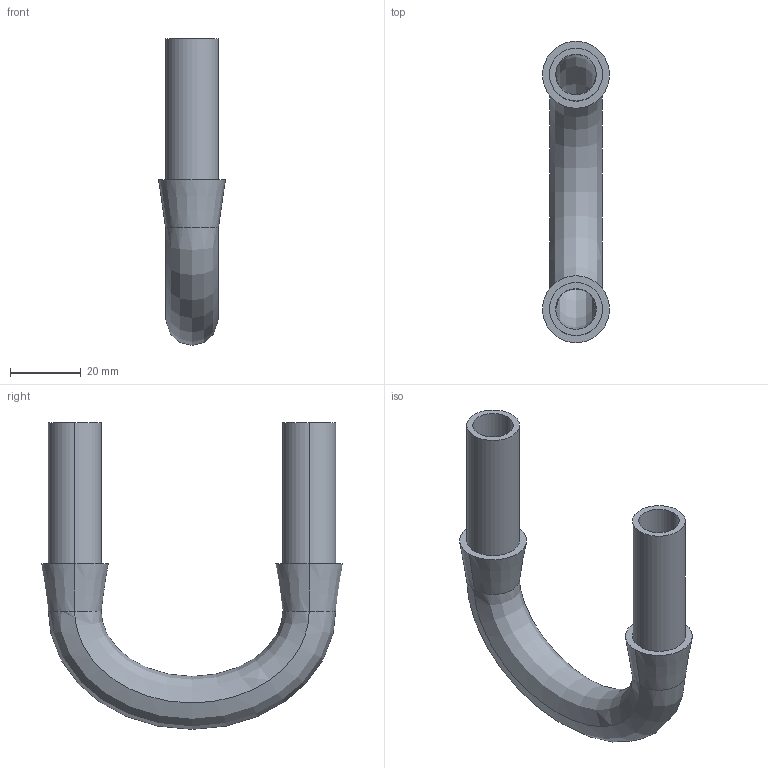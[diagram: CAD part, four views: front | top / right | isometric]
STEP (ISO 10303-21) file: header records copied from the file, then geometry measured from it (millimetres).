
FILE_DESCRIPTION (( 'STEP AP214' ), '1' );
FILE_NAME ('TMPT_LeadCurve.STEP', '2015-02-01T17:21:17', ( '' ), ( '' ), 'SwSTEP 2.0', 'SolidWorks 2014', '' );
FILE_SCHEMA (( 'AUTOMOTIVE_DESIGN' ));
Length unit declared in the file: millimetre
Products named in the file (1): TMPT_LeadCurve
Bounding box: 19 x 85.5 x 87 mm (x, y, z)
Volume: 15985 mm3; surface area: 17230 mm2
Topology: 1 solids, 1 shells, 20 faces, 40 edges, 24 vertices
Faces by surface type: cylinder 8, cone 4, bspline 4, plane 4
Entity records: 1874 total; most frequent: CARTESIAN_POINT 1421, DIRECTION 94, ORIENTED_EDGE 80, AXIS2_PLACEMENT_3D 41, EDGE_CURVE 40, CIRCLE 24, EDGE_LOOP 24, VERTEX_POINT 24
